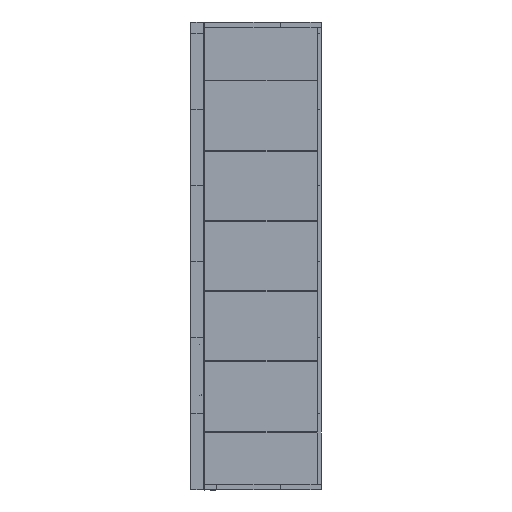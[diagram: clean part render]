
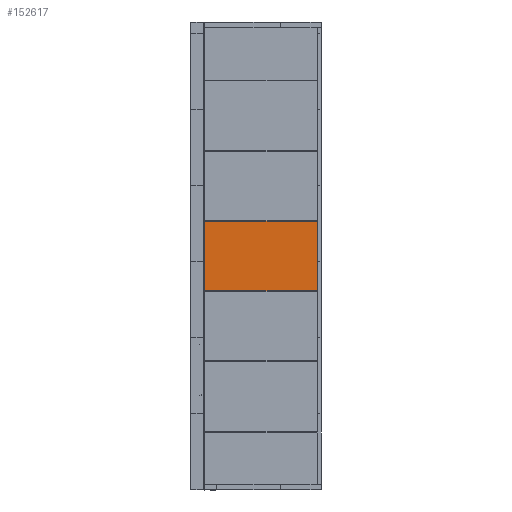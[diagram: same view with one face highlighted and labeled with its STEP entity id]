
A CAD part, left-side view. The second image highlights one B-rep face of the part: STEP entity #152617.
In plain terms, the highlighted planar face has unit normal (-1, 0, 0).
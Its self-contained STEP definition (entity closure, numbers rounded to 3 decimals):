
#396 = FACE_OUTER_BOUND ( 'NONE', #13210, .T. ) ;
#726 = DIRECTION ( 'NONE',  ( 0., 1., 0. ) ) ;
#6017 = DIRECTION ( 'NONE',  ( 0., 0., 1. ) ) ;
#8621 = CARTESIAN_POINT ( 'NONE',  ( 116.72, -2249.996, 7910.915 ) ) ;
#9702 = EDGE_CURVE ( 'NONE', #109572, #48125, #157616, .T. ) ;
#10677 = PLANE ( 'NONE',  #15240 ) ;
#11847 = CARTESIAN_POINT ( 'NONE',  ( 116.72, -2249.996, 7910.915 ) ) ;
#13210 = EDGE_LOOP ( 'NONE', ( #154000, #156992, #28790, #90192 ) ) ;
#14442 = LINE ( 'NONE', #128947, #130791 ) ;
#15240 = AXIS2_PLACEMENT_3D ( 'NONE', #116585, #77213, #140463 ) ;
#18341 = VERTEX_POINT ( 'NONE', #113975 ) ;
#22784 = VECTOR ( 'NONE', #91831, 1000. ) ;
#26129 = EDGE_CURVE ( 'NONE', #18341, #153094, #122217, .T. ) ;
#28790 = ORIENTED_EDGE ( 'NONE', *, *, #26129, .T. ) ;
#37061 = EDGE_CURVE ( 'NONE', #153094, #48125, #39940, .T. ) ;
#39940 = LINE ( 'NONE', #11847, #154719 ) ;
#48125 = VERTEX_POINT ( 'NONE', #126237 ) ;
#48727 = CARTESIAN_POINT ( 'NONE',  ( 116.72, 772.604, 6082.115 ) ) ;
#56483 = EDGE_CURVE ( 'NONE', #109572, #18341, #14442, .T. ) ;
#63900 = VECTOR ( 'NONE', #6017, 1000. ) ;
#77213 = DIRECTION ( 'NONE',  ( 1., 0., 0. ) ) ;
#90192 = ORIENTED_EDGE ( 'NONE', *, *, #37061, .T. ) ;
#91831 = DIRECTION ( 'NONE',  ( 0., 0., 1. ) ) ;
#92127 = DIRECTION ( 'NONE',  ( 0., -1., 0. ) ) ;
#92674 = CARTESIAN_POINT ( 'NONE',  ( 116.72, 772.604, 6996.515 ) ) ;
#109572 = VERTEX_POINT ( 'NONE', #48727 ) ;
#113975 = CARTESIAN_POINT ( 'NONE',  ( 116.72, -2249.996, 6082.115 ) ) ;
#116585 = CARTESIAN_POINT ( 'NONE',  ( 116.72, -116.396, 6996.515 ) ) ;
#122217 = LINE ( 'NONE', #151154, #63900 ) ;
#126237 = CARTESIAN_POINT ( 'NONE',  ( 116.72, 772.604, 7910.915 ) ) ;
#128947 = CARTESIAN_POINT ( 'NONE',  ( 116.72, -2249.996, 6082.115 ) ) ;
#130791 = VECTOR ( 'NONE', #92127, 1000. ) ;
#140463 = DIRECTION ( 'NONE',  ( 0., 0., -1. ) ) ;
#151154 = CARTESIAN_POINT ( 'NONE',  ( 116.72, -2249.996, 7910.915 ) ) ;
#152617 = ADVANCED_FACE ( 'NONE', ( #396 ), #10677, .F. ) ;
#153094 = VERTEX_POINT ( 'NONE', #8621 ) ;
#154000 = ORIENTED_EDGE ( 'NONE', *, *, #9702, .F. ) ;
#154719 = VECTOR ( 'NONE', #726, 1000. ) ;
#156992 = ORIENTED_EDGE ( 'NONE', *, *, #56483, .T. ) ;
#157616 = LINE ( 'NONE', #92674, #22784 ) ;
